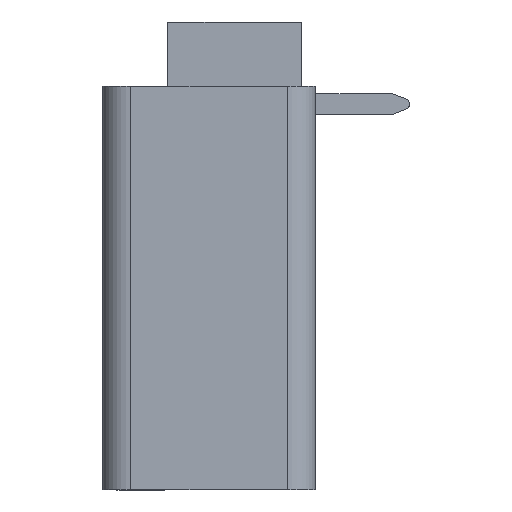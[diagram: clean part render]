
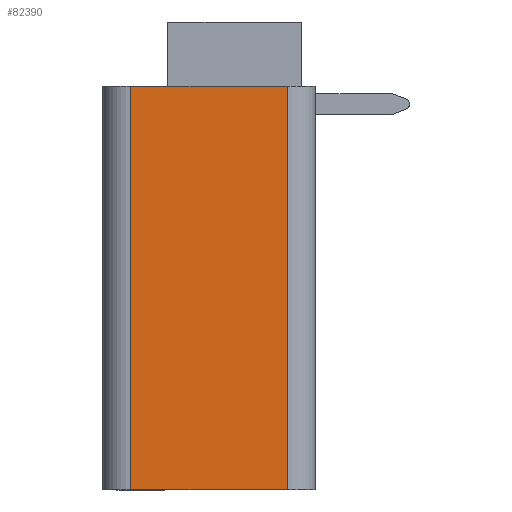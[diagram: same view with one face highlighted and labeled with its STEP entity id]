
A CAD part, left-side view. The second image highlights one B-rep face of the part: STEP entity #82390.
In plain terms, the highlighted planar face has unit normal (-1, 0, 0).
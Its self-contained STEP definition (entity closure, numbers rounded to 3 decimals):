
#210=CARTESIAN_POINT('',(-15.922,32.385,0.));
#220=VERTEX_POINT('',#210);
#250=CARTESIAN_POINT('',(-15.922,0.,0.));
#260=DIRECTION('',(0.,1.,0.));
#270=VECTOR('',#260,1.);
#280=LINE('',#250,#270);
#290=CARTESIAN_POINT('',(-15.922,26.885,0.));
#300=VERTEX_POINT('',#290);
#310=EDGE_CURVE('',#300,#220,#280,.T.);
#4420=CARTESIAN_POINT('',(-15.922,26.885,14.2));
#4430=VERTEX_POINT('',#4420);
#4460=CARTESIAN_POINT('',(-15.922,0.,14.2));
#4470=DIRECTION('',(0.,1.,0.));
#4480=VECTOR('',#4470,1.);
#4490=LINE('',#4460,#4480);
#4500=CARTESIAN_POINT('',(-15.922,32.385,14.2));
#4510=VERTEX_POINT('',#4500);
#4520=EDGE_CURVE('',#4430,#4510,#4490,.T.);
#82130=CARTESIAN_POINT('',(-15.922,32.385,0.));
#82140=DIRECTION('',(0.,0.,1.));
#82150=VECTOR('',#82140,1.);
#82160=LINE('',#82130,#82150);
#82170=EDGE_CURVE('',#220,#4510,#82160,.T.);
#82230=CARTESIAN_POINT('',(-15.922,26.885,0.));
#82240=DIRECTION('',(-1.,0.,0.));
#82250=DIRECTION('',(0.,1.,0.));
#82260=AXIS2_PLACEMENT_3D('',#82230,#82240,#82250);
#82270=PLANE('',#82260);
#82280=ORIENTED_EDGE('',*,*,#82170,.F.);
#82290=ORIENTED_EDGE('',*,*,#4520,.T.);
#82300=CARTESIAN_POINT('',(-15.922,26.885,0.));
#82310=DIRECTION('',(0.,0.,1.));
#82320=VECTOR('',#82310,1.);
#82330=LINE('',#82300,#82320);
#82340=EDGE_CURVE('',#300,#4430,#82330,.T.);
#82350=ORIENTED_EDGE('',*,*,#82340,.T.);
#82360=ORIENTED_EDGE('',*,*,#310,.F.);
#82370=EDGE_LOOP('',(#82360,#82350,#82290,#82280));
#82380=FACE_OUTER_BOUND('',#82370,.T.);
#82390=ADVANCED_FACE('',(#82380),#82270,.T.);
